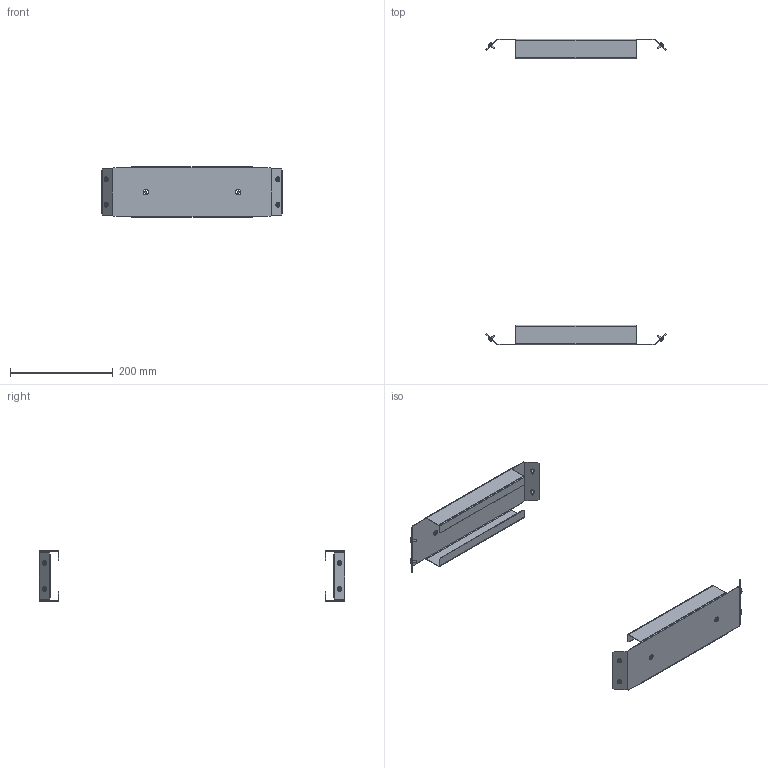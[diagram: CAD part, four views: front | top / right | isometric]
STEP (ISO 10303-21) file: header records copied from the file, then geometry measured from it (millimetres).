
FILE_DESCRIPTION (( 'STEP AP203' ), '1' );
FILE_NAME ('MA1.600.060620.20.00 AleSta-BP1060 Êîìïëåêò ïàíåëåé öîêîëÿ AleSta, Ø_Ã=600 ìì, Â=100ìì, 1 êìï = 2 øò..STEP', '2024-02-13T11:39:49', ( '' ), ( '' ), 'SwSTEP 2.0', 'SolidWorks 2021', '' );
FILE_SCHEMA (( 'CONFIG_CONTROL_DESIGN' ));
Length unit declared in the file: millimetre
Products named in the file (4): MA1.600.060620.20.00 AleSta-BP1060 Êîìïëåêò ïàíåëåé öîêîëÿ AleSta, Ø_Ã=600 ìì, Â=100ìì, 1 êìï = 2 øò.; ART 88129 øàéáà êîíòàêòíàÿ ñòîïîðíàÿ ñ íàñå÷êîé îöèíêîâàííàÿ ñòàëü Ì4 O4,1_Œ4; MA1.600.060620.20.01 Ïàíåëü öîêîëÿ Ø_Ã = 600 ìì, Â = 100 ìì_˜_ƒ=400; 7380-2 ISO Âèíòû ñ ïîëóêðóãëîé ãîëîâêîé ñ ôëàíöåì ñ âíóòðåííèì øåñòèãðàííèêîì Ì4õ10
Assembly tree (18 placements, depth 2):
  MA1.600.060620.20.00 AleSta-BP1060 Êîìïëåêò ïàíåëåé öîêîëÿ AleSta, Ø_Ã=600 ìì, Â=100ìì, 1 êìï = 2 øò.
    MA1.600.060620.20.01 Ïàíåëü öîêîëÿ Ø_Ã = 600 ìì, Â = 100 ìì_˜_ƒ=400  x2
    7380-2 ISO Âèíòû ñ ïîëóêðóãëîé ãîëîâêîé ñ ôëàíöåì ñ âíóòðåííèì øåñòèãðàííèêîì Ì4õ10  x8
    ART 88129 øàéáà êîíòàêòíàÿ ñòîïîðíàÿ ñ íàñå÷êîé îöèíêîâàííàÿ ñòàëü Ì4 O4,1_Œ4  x8
Bounding box: 350.67 x 594 x 99 mm (x, y, z)
Volume: 123436.6 mm3; surface area: 248796.5 mm2
Topology: 18 solids, 18 shells, 628 faces, 1576 edges, 1008 vertices
Faces by surface type: plane 444, cylinder 152, cone 16, torus 16
Entity records: 5702 total; most frequent: DIRECTION 882, CARTESIAN_POINT 838, ORIENTED_EDGE 808, EDGE_CURVE 404, AXIS2_PLACEMENT_3D 296, VECTOR 290, LINE 290, VERTEX_POINT 252
